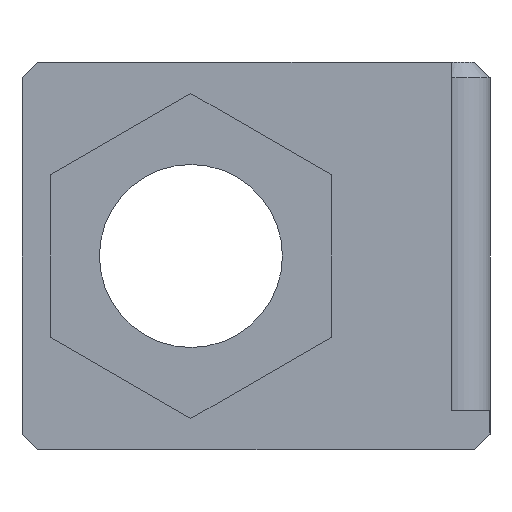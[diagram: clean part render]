
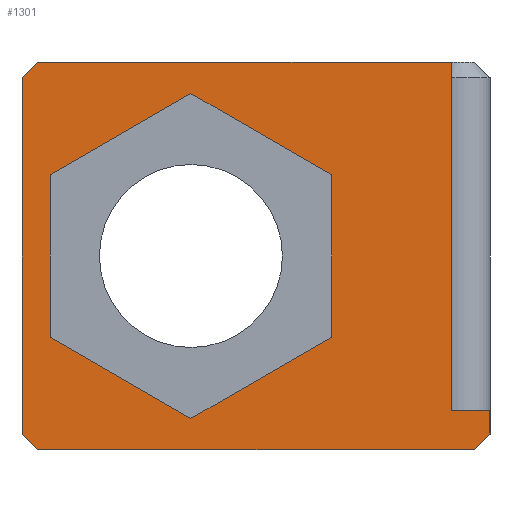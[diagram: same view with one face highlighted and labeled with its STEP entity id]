
A CAD part, left-side view. The second image highlights one B-rep face of the part: STEP entity #1301.
In plain terms, the highlighted planar face has unit normal (-1, 0, 0).
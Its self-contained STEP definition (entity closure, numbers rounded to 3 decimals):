
#20=FACE_BOUND('',#103,.T.);
#35=FACE_OUTER_BOUND('',#102,.T.);
#102=EDGE_LOOP('',(#941,#942,#943,#944,#945,#946,#947,#948,#949));
#103=EDGE_LOOP('',(#950,#951,#952,#953,#954,#955));
#176=LINE('',#1801,#357);
#247=LINE('',#1948,#428);
#248=LINE('',#1950,#429);
#249=LINE('',#1951,#430);
#250=LINE('',#1953,#431);
#251=LINE('',#1955,#432);
#252=LINE('',#1957,#433);
#253=LINE('',#1959,#434);
#254=LINE('',#1960,#435);
#255=LINE('',#1963,#436);
#256=LINE('',#1965,#437);
#257=LINE('',#1967,#438);
#258=LINE('',#1969,#439);
#259=LINE('',#1971,#440);
#260=LINE('',#1972,#441);
#357=VECTOR('',#1459,1000.);
#428=VECTOR('',#1558,1000.);
#429=VECTOR('',#1559,1000.);
#430=VECTOR('',#1560,1000.);
#431=VECTOR('',#1561,1000.);
#432=VECTOR('',#1562,1000.);
#433=VECTOR('',#1563,1000.);
#434=VECTOR('',#1564,1000.);
#435=VECTOR('',#1565,1000.);
#436=VECTOR('',#1566,1000.);
#437=VECTOR('',#1567,1000.);
#438=VECTOR('',#1568,1000.);
#439=VECTOR('',#1569,1000.);
#440=VECTOR('',#1570,1000.);
#441=VECTOR('',#1571,1000.);
#539=VERTEX_POINT('',#1798);
#540=VERTEX_POINT('',#1800);
#601=VERTEX_POINT('',#1946);
#602=VERTEX_POINT('',#1947);
#603=VERTEX_POINT('',#1949);
#604=VERTEX_POINT('',#1952);
#605=VERTEX_POINT('',#1954);
#606=VERTEX_POINT('',#1956);
#607=VERTEX_POINT('',#1958);
#608=VERTEX_POINT('',#1961);
#609=VERTEX_POINT('',#1962);
#610=VERTEX_POINT('',#1964);
#611=VERTEX_POINT('',#1966);
#612=VERTEX_POINT('',#1968);
#613=VERTEX_POINT('',#1970);
#665=EDGE_CURVE('',#539,#540,#176,.F.);
#738=EDGE_CURVE('',#601,#602,#247,.F.);
#739=EDGE_CURVE('',#603,#601,#248,.T.);
#740=EDGE_CURVE('',#540,#603,#249,.T.);
#741=EDGE_CURVE('',#539,#604,#250,.F.);
#742=EDGE_CURVE('',#604,#605,#251,.F.);
#743=EDGE_CURVE('',#605,#606,#252,.F.);
#744=EDGE_CURVE('',#606,#607,#253,.F.);
#745=EDGE_CURVE('',#607,#602,#254,.F.);
#746=EDGE_CURVE('',#608,#609,#255,.T.);
#747=EDGE_CURVE('',#610,#608,#256,.T.);
#748=EDGE_CURVE('',#611,#610,#257,.T.);
#749=EDGE_CURVE('',#612,#611,#258,.T.);
#750=EDGE_CURVE('',#613,#612,#259,.T.);
#751=EDGE_CURVE('',#609,#613,#260,.T.);
#941=ORIENTED_EDGE('',*,*,#738,.F.);
#942=ORIENTED_EDGE('',*,*,#739,.F.);
#943=ORIENTED_EDGE('',*,*,#740,.F.);
#944=ORIENTED_EDGE('',*,*,#665,.F.);
#945=ORIENTED_EDGE('',*,*,#741,.T.);
#946=ORIENTED_EDGE('',*,*,#742,.T.);
#947=ORIENTED_EDGE('',*,*,#743,.T.);
#948=ORIENTED_EDGE('',*,*,#744,.T.);
#949=ORIENTED_EDGE('',*,*,#745,.T.);
#950=ORIENTED_EDGE('',*,*,#746,.F.);
#951=ORIENTED_EDGE('',*,*,#747,.F.);
#952=ORIENTED_EDGE('',*,*,#748,.F.);
#953=ORIENTED_EDGE('',*,*,#749,.F.);
#954=ORIENTED_EDGE('',*,*,#750,.F.);
#955=ORIENTED_EDGE('',*,*,#751,.F.);
#1239=PLANE('',#1385);
#1301=ADVANCED_FACE('',(#35,#20),#1239,.F.);
#1385=AXIS2_PLACEMENT_3D('',#1945,#1556,#1557);
#1459=DIRECTION('',(0.,1.,0.));
#1556=DIRECTION('center_axis',(1.,0.,0.));
#1557=DIRECTION('ref_axis',(0.,0.,-1.));
#1558=DIRECTION('',(0.,0.,1.));
#1559=DIRECTION('',(0.,-1.,0.));
#1560=DIRECTION('',(0.,0.,-1.));
#1561=DIRECTION('',(0.,-0.707,0.707));
#1562=DIRECTION('',(0.,0.,1.));
#1563=DIRECTION('',(0.,0.707,0.707));
#1564=DIRECTION('',(0.,1.,0.));
#1565=DIRECTION('',(0.,0.707,-0.707));
#1566=DIRECTION('',(0.,-0.866,0.5));
#1567=DIRECTION('',(0.,-0.866,-0.5));
#1568=DIRECTION('',(0.,0.,-1.));
#1569=DIRECTION('',(0.,0.866,-0.5));
#1570=DIRECTION('',(0.,0.866,0.5));
#1571=DIRECTION('',(0.,0.,1.));
#1798=CARTESIAN_POINT('',(-12.229,6.209,11.));
#1800=CARTESIAN_POINT('',(-12.229,-5.55,11.));
#1801=CARTESIAN_POINT('',(-12.229,0.,11.));
#1945=CARTESIAN_POINT('Origin',(-12.229,8.6,11.1));
#1946=CARTESIAN_POINT('',(-12.229,-6.65,1.1));
#1947=CARTESIAN_POINT('',(-12.229,-6.65,0.441));
#1948=CARTESIAN_POINT('',(-12.229,-6.65,11.1));
#1949=CARTESIAN_POINT('',(-12.229,-5.55,1.1));
#1950=CARTESIAN_POINT('',(-12.229,8.6,1.1));
#1951=CARTESIAN_POINT('',(-12.229,-5.55,11.1));
#1952=CARTESIAN_POINT('',(-12.229,6.65,10.559));
#1953=CARTESIAN_POINT('',(-12.229,6.679,10.529));
#1954=CARTESIAN_POINT('',(-12.229,6.65,0.441));
#1955=CARTESIAN_POINT('',(-12.229,6.65,11.1));
#1956=CARTESIAN_POINT('',(-12.229,6.209,0.));
#1957=CARTESIAN_POINT('',(-12.229,6.179,-0.029));
#1958=CARTESIAN_POINT('',(-12.229,-6.209,0.));
#1959=CARTESIAN_POINT('',(-12.229,0.,0.));
#1960=CARTESIAN_POINT('',(-12.229,-6.679,0.471));
#1961=CARTESIAN_POINT('',(-12.229,1.85,0.881));
#1962=CARTESIAN_POINT('',(-12.229,-2.15,3.191));
#1963=CARTESIAN_POINT('',(-12.229,2.488,0.513));
#1964=CARTESIAN_POINT('',(-12.229,5.85,3.191));
#1965=CARTESIAN_POINT('',(-12.229,11.337,6.359));
#1966=CARTESIAN_POINT('',(-12.229,5.85,7.809));
#1967=CARTESIAN_POINT('',(-12.229,5.85,11.1));
#1968=CARTESIAN_POINT('',(-12.229,1.85,10.119));
#1969=CARTESIAN_POINT('',(-12.229,6.488,7.441));
#1970=CARTESIAN_POINT('',(-12.229,-2.15,7.809));
#1971=CARTESIAN_POINT('',(-12.229,7.337,13.287));
#1972=CARTESIAN_POINT('',(-12.229,-2.15,11.1));
